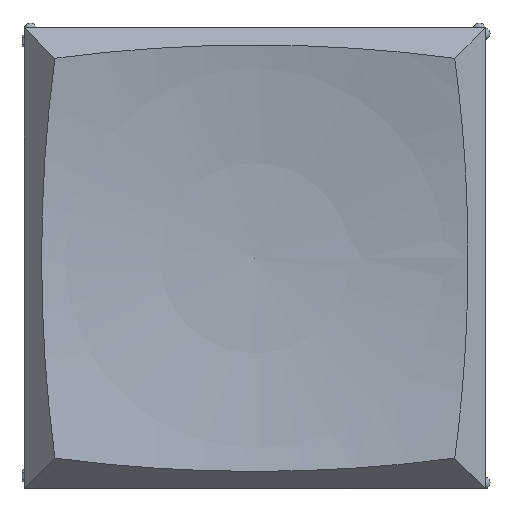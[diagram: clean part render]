
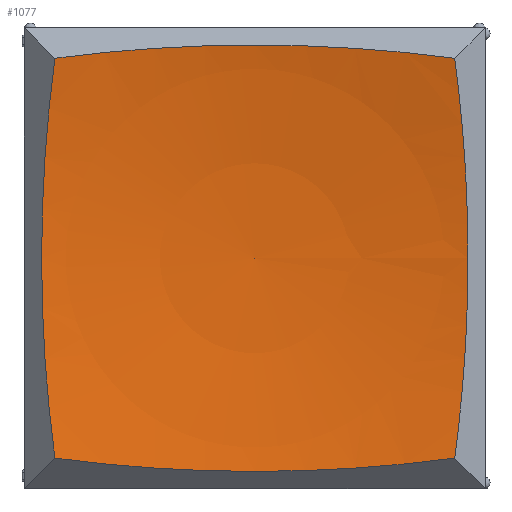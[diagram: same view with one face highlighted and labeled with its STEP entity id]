
A CAD part, top view. The second image highlights one B-rep face of the part: STEP entity #1077.
In plain terms, the highlighted spherical face has radius 56 mm.
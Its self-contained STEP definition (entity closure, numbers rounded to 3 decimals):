
#311=FACE_OUTER_BOUND('',#373,.T.);
#373=EDGE_LOOP('',(#835,#836,#837,#838));
#441=CIRCLE('',#1169,45.458);
#442=CIRCLE('',#1170,45.458);
#443=CIRCLE('',#1171,45.458);
#444=CIRCLE('',#1172,45.458);
#517=VERTEX_POINT('',#1696);
#518=VERTEX_POINT('',#1697);
#519=VERTEX_POINT('',#1699);
#520=VERTEX_POINT('',#1701);
#640=EDGE_CURVE('',#517,#518,#441,.T.);
#641=EDGE_CURVE('',#519,#517,#442,.T.);
#642=EDGE_CURVE('',#520,#519,#443,.T.);
#643=EDGE_CURVE('',#518,#520,#444,.T.);
#835=ORIENTED_EDGE('',*,*,#640,.F.);
#836=ORIENTED_EDGE('',*,*,#641,.F.);
#837=ORIENTED_EDGE('',*,*,#642,.F.);
#838=ORIENTED_EDGE('',*,*,#643,.F.);
#1055=SPHERICAL_SURFACE('',#1168,56.);
#1077=ADVANCED_FACE('',(#311),#1055,.F.);
#1168=AXIS2_PLACEMENT_3D('',#1695,#1372,#1373);
#1169=AXIS2_PLACEMENT_3D('',#1698,#1374,#1375);
#1170=AXIS2_PLACEMENT_3D('',#1700,#1376,#1377);
#1171=AXIS2_PLACEMENT_3D('',#1702,#1378,#1379);
#1172=AXIS2_PLACEMENT_3D('',#1703,#1380,#1381);
#1372=DIRECTION('center_axis',(0.,0.,1.));
#1373=DIRECTION('ref_axis',(1.,0.,0.));
#1374=DIRECTION('center_axis',(0.707,0.,
-0.707));
#1375=DIRECTION('ref_axis',(0.,1.,0.));
#1376=DIRECTION('center_axis',(0.,0.707,-0.707));
#1377=DIRECTION('ref_axis',(0.,0.707,0.707));
#1378=DIRECTION('center_axis',(-0.707,0.,
-0.707));
#1379=DIRECTION('ref_axis',(0.,1.,0.));
#1380=DIRECTION('center_axis',(0.,-0.707,
-0.707));
#1381=DIRECTION('ref_axis',(0.,0.707,-0.707));
#1695=CARTESIAN_POINT('Origin',(0.,0.,57.6));
#1696=CARTESIAN_POINT('',(-8.458,-8.458,2.892));
#1697=CARTESIAN_POINT('',(-8.458,8.458,2.892));
#1698=CARTESIAN_POINT('Origin',(23.125,0.,34.475));
#1699=CARTESIAN_POINT('',(8.458,-8.458,2.892));
#1700=CARTESIAN_POINT('Origin',(0.,23.125,34.475));
#1701=CARTESIAN_POINT('',(8.458,8.458,2.892));
#1702=CARTESIAN_POINT('Origin',(-23.125,0.,34.475));
#1703=CARTESIAN_POINT('Origin',(0.,-23.125,34.475));
